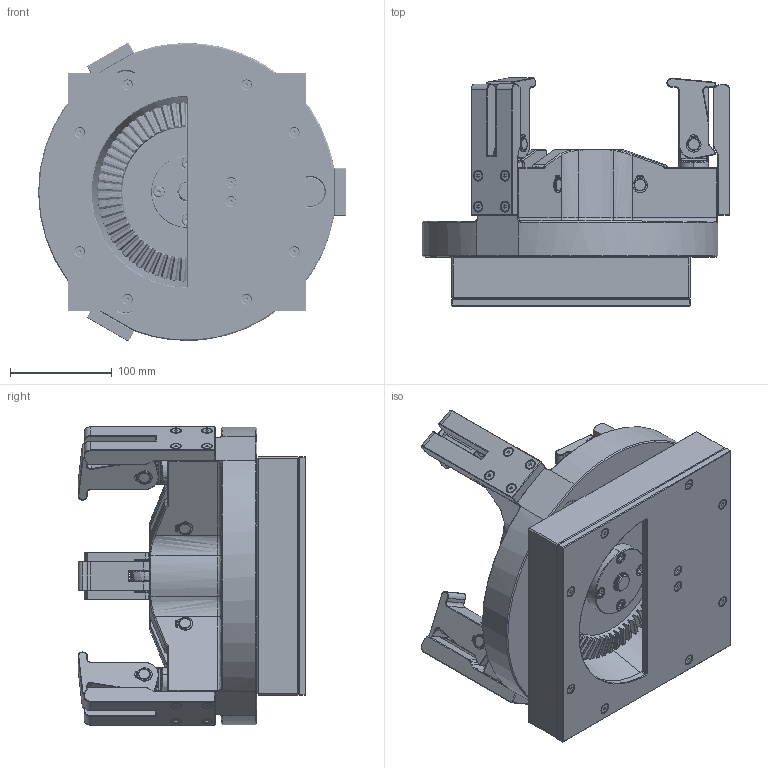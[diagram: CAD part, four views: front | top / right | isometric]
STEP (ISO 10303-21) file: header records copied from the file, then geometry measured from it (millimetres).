
FILE_DESCRIPTION(('FreeCAD Model'),'2;1');
FILE_NAME('Open CASCADE Shape Model','2025-05-07T16:13:18',('FreeCAD'),( 'FreeCAD'),'Open CASCADE STEP processor 7.6','FreeCAD','Unknown');
FILE_SCHEMA(('AUTOMOTIVE_DESIGN { 1 0 10303 214 1 1 1 1 }'));
Products named in the file (1): Open CASCADE STEP translator 7.6 1
Bounding box: 302.47 x 223.71 x 293.28 mm (x, y, z)
Volume: 5462319.1 mm3; surface area: 834506.7 mm2
Topology: 70 solids, 70 shells, 3893 faces, 9475 edges, 5697 vertices
Faces by surface type: bspline 3893
Entity records: 156307 total; most frequent: CARTESIAN_POINT 102112, ORIENTED_EDGE 18678, EDGE_CURVE 9339, B_SPLINE_CURVE_WITH_KNOTS 6305, VERTEX_POINT 5697, FACE_BOUND 4186, EDGE_LOOP 4186, ADVANCED_FACE 3893
